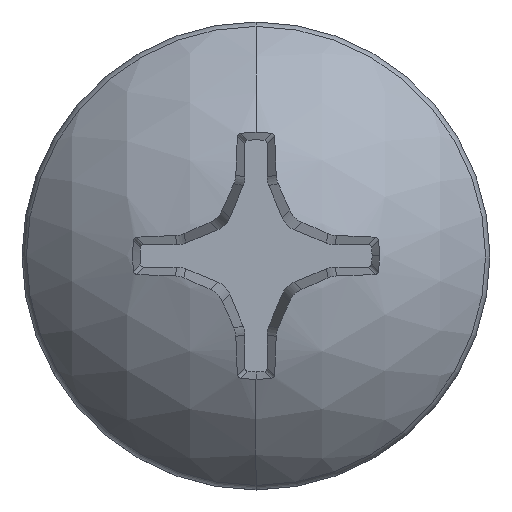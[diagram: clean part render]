
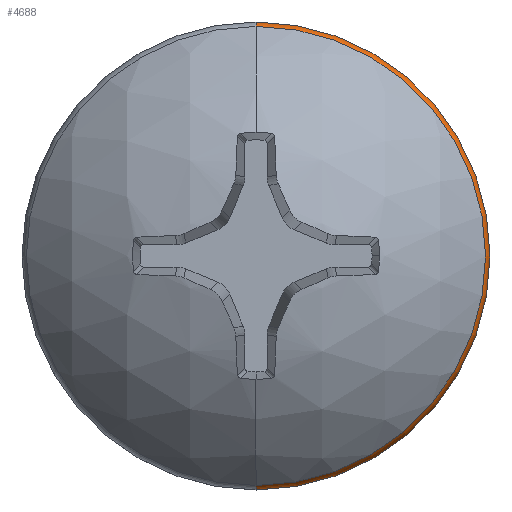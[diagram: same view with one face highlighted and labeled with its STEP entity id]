
A CAD part, top view. The second image highlights one B-rep face of the part: STEP entity #4688.
In plain terms, the highlighted toroidal (fillet/blend) face has major radius 1.623 mm and minor radius 0.18 mm.
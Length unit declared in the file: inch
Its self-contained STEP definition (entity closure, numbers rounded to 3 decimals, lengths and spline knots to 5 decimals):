
#9 = ORIENTED_EDGE ( 'NONE', *, *, #5384, .T. ) ;
#222 = CARTESIAN_POINT ( 'NONE',  ( 0., 0., 0.17841 ) ) ;
#620 = DIRECTION ( 'NONE',  ( 0., -1., 0. ) ) ;
#1264 = CARTESIAN_POINT ( 'NONE',  ( 0., 0.0639, 0.17425 ) ) ;
#1286 = DIRECTION ( 'NONE',  ( 0., 0., 1. ) ) ;
#2171 = CARTESIAN_POINT ( 'NONE',  ( 0., -0.06965, 0.17841 ) ) ;
#2173 = AXIS2_PLACEMENT_3D ( 'NONE', #7007, #3731, #6464 ) ;
#2250 = AXIS2_PLACEMENT_3D ( 'NONE', #1264, #2957, #2932 ) ;
#2580 = AXIS2_PLACEMENT_3D ( 'NONE', #3907, #5554, #620 ) ;
#2796 = CIRCLE ( 'NONE', #2580, 0.071 ) ;
#2862 = DIRECTION ( 'NONE',  ( 0., -1., 0. ) ) ;
#2932 = DIRECTION ( 'NONE',  ( 0., 1., 0. ) ) ;
#2957 = DIRECTION ( 'NONE',  ( 1., 0., 0. ) ) ;
#3391 = AXIS2_PLACEMENT_3D ( 'NONE', #4548, #6737, #2862 ) ;
#3444 = EDGE_LOOP ( 'NONE', ( #4553, #9, #3485, #6711 ) ) ;
#3445 = CARTESIAN_POINT ( 'NONE',  ( 0., 0.06965, 0.17841 ) ) ;
#3466 = DIRECTION ( 'NONE',  ( 0., -1., 0. ) ) ;
#3485 = ORIENTED_EDGE ( 'NONE', *, *, #5517, .F. ) ;
#3731 = DIRECTION ( 'NONE',  ( -1., 0., 0. ) ) ;
#3907 = CARTESIAN_POINT ( 'NONE',  ( 0., 0., 0.17425 ) ) ;
#3992 = CIRCLE ( 'NONE', #6739, 0.06965 ) ;
#4152 = CARTESIAN_POINT ( 'NONE',  ( 0., 0.071, 0.17425 ) ) ;
#4548 = CARTESIAN_POINT ( 'NONE',  ( 0., 0., 0.17425 ) ) ;
#4553 = ORIENTED_EDGE ( 'NONE', *, *, #6233, .T. ) ;
#4658 = VERTEX_POINT ( 'NONE', #3445 ) ;
#4688 = ADVANCED_FACE ( 'NONE', ( #6717 ), #6479, .T. ) ;
#4915 = VERTEX_POINT ( 'NONE', #5427 ) ;
#5303 = VERTEX_POINT ( 'NONE', #4152 ) ;
#5384 = EDGE_CURVE ( 'NONE', #5303, #4658, #5788, .T. ) ;
#5427 = CARTESIAN_POINT ( 'NONE',  ( 0., -0.071, 0.17425 ) ) ;
#5517 = EDGE_CURVE ( 'NONE', #6070, #4658, #3992, .T. ) ;
#5554 = DIRECTION ( 'NONE',  ( 0., 0., 1. ) ) ;
#5788 = CIRCLE ( 'NONE', #2250, 0.0071 ) ;
#6043 = CIRCLE ( 'NONE', #2173, 0.0071 ) ;
#6070 = VERTEX_POINT ( 'NONE', #2171 ) ;
#6233 = EDGE_CURVE ( 'NONE', #4915, #5303, #2796, .T. ) ;
#6464 = DIRECTION ( 'NONE',  ( 0., 0., 1. ) ) ;
#6479 = TOROIDAL_SURFACE ( 'NONE', #3391, 0.0639, 0.0071 ) ;
#6620 = EDGE_CURVE ( 'NONE', #4915, #6070, #6043, .T. ) ;
#6711 = ORIENTED_EDGE ( 'NONE', *, *, #6620, .F. ) ;
#6717 = FACE_OUTER_BOUND ( 'NONE', #3444, .T. ) ;
#6737 = DIRECTION ( 'NONE',  ( 0., 0., 1. ) ) ;
#6739 = AXIS2_PLACEMENT_3D ( 'NONE', #222, #1286, #3466 ) ;
#7007 = CARTESIAN_POINT ( 'NONE',  ( 0., -0.0639, 0.17425 ) ) ;
